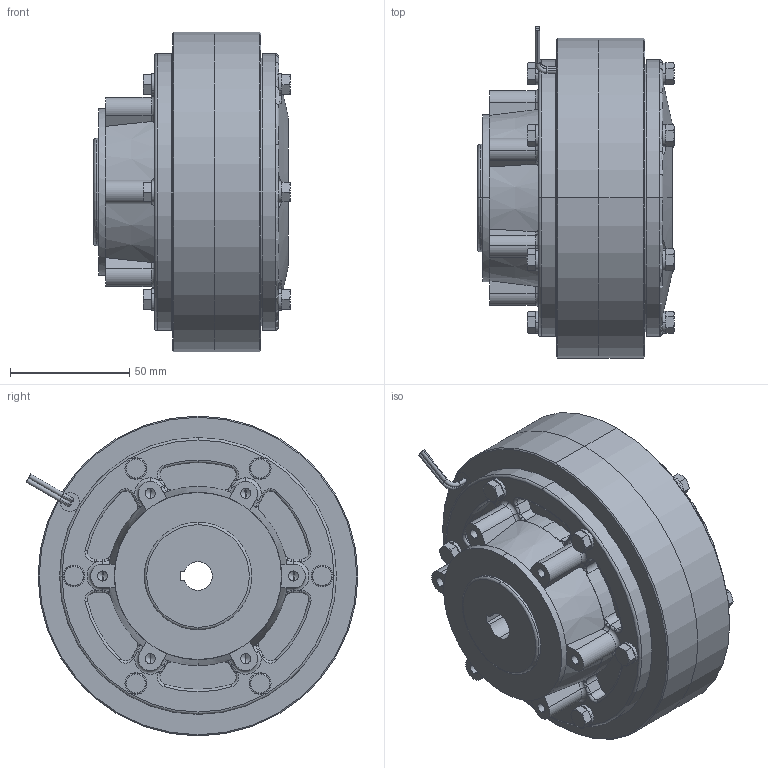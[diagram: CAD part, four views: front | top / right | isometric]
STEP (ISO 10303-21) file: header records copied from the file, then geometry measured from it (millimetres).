
FILE_DESCRIPTION (( 'STEP AP203' ), '1' );
FILE_NAME ('YPP616680.STEP', '2020-12-24T23:22:59', ( '' ), ( '' ), 'SwSTEP 2.0', 'SolidWorks 2016', '' );
FILE_SCHEMA (( 'CONFIG_CONTROL_DESIGN' ));
Length unit declared in the file: millimetre
Products named in the file (1): YPP616680
Bounding box: 82.3 x 139.03 x 134 mm (x, y, z)
Volume: 769541 mm3; surface area: 98489.6 mm2
Topology: 2 solids, 2 shells, 891 faces, 2106 edges, 1236 vertices
Faces by surface type: plane 435, cylinder 219, cone 139, torus 62, bspline 36
Entity records: 27432 total; most frequent: CARTESIAN_POINT 7289, DIRECTION 4308, ORIENTED_EDGE 4188, EDGE_CURVE 2094, AXIS2_PLACEMENT_3D 1762, VERTEX_POINT 1236, EDGE_LOOP 924, CIRCLE 906
